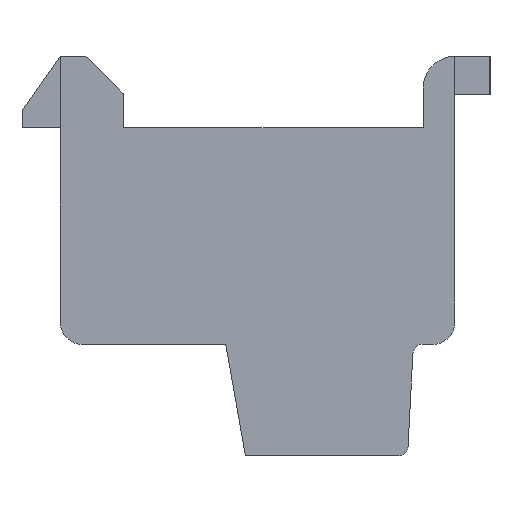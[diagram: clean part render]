
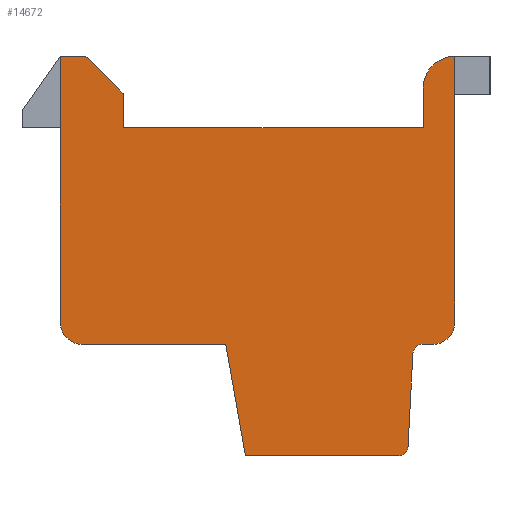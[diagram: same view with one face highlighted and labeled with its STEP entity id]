
A CAD part, left-side view. The second image highlights one B-rep face of the part: STEP entity #14672.
In plain terms, the highlighted planar face has unit normal (-1, 0, 0).
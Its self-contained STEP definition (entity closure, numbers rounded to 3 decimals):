
#1=CARTESIAN_POINT('',(0.,-5.55,-2.075));
#2=DIRECTION('',(1.,0.,0.));
#3=DIRECTION('',(0.,-1.,0.));
#4=AXIS2_PLACEMENT_3D('',#1,#2,#3);
#6=DIRECTION('',(0.,1.,0.));
#7=VECTOR('',#6,0.323);
#8=CARTESIAN_POINT('',(0.,-5.55,-2.775));
#9=LINE('',#8,#7);
#10=CARTESIAN_POINT('',(0.,-5.227,-3.075));
#11=DIRECTION('',(-1.,0.,0.));
#12=DIRECTION('',(0.,0.,1.));
#13=AXIS2_PLACEMENT_3D('',#10,#11,#12);
#15=DIRECTION('',(0.,0.052,-0.999));
#16=VECTOR('',#15,2.904);
#17=CARTESIAN_POINT('',(0.,-4.927,-3.075));
#18=LINE('',#17,#16);
#19=CARTESIAN_POINT('',(0.,-4.475,-5.975));
#20=DIRECTION('',(1.,0.,0.));
#21=DIRECTION('',(0.,-1.,0.));
#22=AXIS2_PLACEMENT_3D('',#19,#20,#21);
#24=DIRECTION('',(0.,1.,0.));
#25=VECTOR('',#24,4.808);
#26=CARTESIAN_POINT('',(0.,-4.475,-6.275));
#27=LINE('',#26,#25);
#28=DIRECTION('',(0.,0.174,0.985));
#29=VECTOR('',#28,3.554);
#30=CARTESIAN_POINT('',(0.,0.333,-6.275));
#31=LINE('',#30,#29);
#32=DIRECTION('',(0.,1.,0.));
#33=VECTOR('',#32,4.5);
#34=CARTESIAN_POINT('',(0.,0.95,-2.775));
#35=LINE('',#34,#33);
#36=CARTESIAN_POINT('',(0.,5.45,-2.075));
#37=DIRECTION('',(1.,0.,0.));
#38=DIRECTION('',(0.,0.,-1.));
#39=AXIS2_PLACEMENT_3D('',#36,#37,#38);
#41=CARTESIAN_POINT('',(0.,6.072,6.125));
#42=DIRECTION('',(1.,0.,0.));
#43=DIRECTION('',(0.,0.521,0.854));
#44=AXIS2_PLACEMENT_3D('',#41,#42,#43);
#46=DIRECTION('',(0.,-1.,0.));
#47=VECTOR('',#46,0.66);
#48=CARTESIAN_POINT('',(0.,6.072,6.275));
#49=LINE('',#48,#47);
#50=CARTESIAN_POINT('',(0.,5.412,6.125));
#51=DIRECTION('',(1.,0.,0.));
#52=DIRECTION('',(0.,0.,1.));
#53=AXIS2_PLACEMENT_3D('',#50,#51,#52);
#55=DIRECTION('',(0.,-0.707,-0.707));
#56=VECTOR('',#55,1.573);
#57=CARTESIAN_POINT('',(0.,5.306,6.231));
#58=LINE('',#57,#56);
#59=CARTESIAN_POINT('',(0.,4.3,5.013));
#60=DIRECTION('',(1.,0.,0.));
#61=DIRECTION('',(0.,-0.707,0.707));
#62=AXIS2_PLACEMENT_3D('',#59,#60,#61);
#64=DIRECTION('',(0.,0.,-1.));
#65=VECTOR('',#64,0.988);
#66=CARTESIAN_POINT('',(0.,4.15,5.013));
#67=LINE('',#66,#65);
#68=DIRECTION('',(0.,-1.,0.));
#69=VECTOR('',#68,9.4);
#70=CARTESIAN_POINT('',(0.,4.15,4.025));
#71=LINE('',#70,#69);
#72=DIRECTION('',(0.,0.,1.));
#73=VECTOR('',#72,1.25);
#74=CARTESIAN_POINT('',(0.,-5.25,4.025));
#75=LINE('',#74,#73);
#76=CARTESIAN_POINT('',(0.,-6.25,5.275));
#77=DIRECTION('',(1.,0.,0.));
#78=DIRECTION('',(0.,1.,0.));
#79=AXIS2_PLACEMENT_3D('',#76,#77,#78);
#369=DIRECTION('',(0.,0.,1.));
#370=VECTOR('',#369,8.35);
#371=CARTESIAN_POINT('',(0.,-6.25,-2.075));
#372=LINE('',#371,#370);
#6733=DIRECTION('',(0.,0.,-1.));
#6734=VECTOR('',#6733,8.328);
#6735=CARTESIAN_POINT('',(0.,6.15,6.253));
#6736=LINE('',#6735,#6734);
#11145=CARTESIAN_POINT('',(0.,6.072,6.275));
#11146=CARTESIAN_POINT('',(0.,5.412,6.275));
#11147=VERTEX_POINT('',#11145);
#11148=VERTEX_POINT('',#11146);
#11149=CARTESIAN_POINT('',(0.,5.306,6.231));
#11150=VERTEX_POINT('',#11149);
#11151=CARTESIAN_POINT('',(0.,4.194,5.119));
#11152=VERTEX_POINT('',#11151);
#11153=CARTESIAN_POINT('',(0.,4.15,5.013));
#11154=VERTEX_POINT('',#11153);
#11155=CARTESIAN_POINT('',(0.,4.15,4.025));
#11156=VERTEX_POINT('',#11155);
#11157=CARTESIAN_POINT('',(0.,-5.25,4.025));
#11158=VERTEX_POINT('',#11157);
#11159=CARTESIAN_POINT('',(0.,-5.25,5.275));
#11160=VERTEX_POINT('',#11159);
#11161=CARTESIAN_POINT('',(0.,-6.25,-2.075));
#11162=CARTESIAN_POINT('',(0.,-5.55,-2.775));
#11163=VERTEX_POINT('',#11161);
#11164=VERTEX_POINT('',#11162);
#11165=CARTESIAN_POINT('',(0.,-5.227,-2.775));
#11166=VERTEX_POINT('',#11165);
#11167=CARTESIAN_POINT('',(0.,-4.927,-3.075));
#11168=VERTEX_POINT('',#11167);
#11169=CARTESIAN_POINT('',(0.,-4.775,-5.975));
#11170=VERTEX_POINT('',#11169);
#11171=CARTESIAN_POINT('',(0.,-4.475,-6.275));
#11172=VERTEX_POINT('',#11171);
#11173=CARTESIAN_POINT('',(0.,0.333,-6.275));
#11174=VERTEX_POINT('',#11173);
#11175=CARTESIAN_POINT('',(0.,0.95,-2.775));
#11176=VERTEX_POINT('',#11175);
#11177=CARTESIAN_POINT('',(0.,5.45,-2.775));
#11178=VERTEX_POINT('',#11177);
#11179=CARTESIAN_POINT('',(0.,6.15,-2.075));
#11180=VERTEX_POINT('',#11179);
#12165=CARTESIAN_POINT('',(0.,6.15,6.253));
#12166=VERTEX_POINT('',#12165);
#12169=CARTESIAN_POINT('',(0.,-6.25,6.275));
#12170=VERTEX_POINT('',#12169);
#14625=CARTESIAN_POINT('',(0.,0.,0.));
#14626=DIRECTION('',(1.,0.,0.));
#14627=DIRECTION('',(0.,-1.,0.));
#14628=AXIS2_PLACEMENT_3D('',#14625,#14626,#14627);
#14629=PLANE('',#14628);
#14631=ORIENTED_EDGE('',*,*,#14630,.F.);
#14633=ORIENTED_EDGE('',*,*,#14632,.T.);
#14635=ORIENTED_EDGE('',*,*,#14634,.T.);
#14637=ORIENTED_EDGE('',*,*,#14636,.T.);
#14639=ORIENTED_EDGE('',*,*,#14638,.T.);
#14641=ORIENTED_EDGE('',*,*,#14640,.T.);
#14643=ORIENTED_EDGE('',*,*,#14642,.T.);
#14645=ORIENTED_EDGE('',*,*,#14644,.T.);
#14647=ORIENTED_EDGE('',*,*,#14646,.T.);
#14649=ORIENTED_EDGE('',*,*,#14648,.T.);
#14651=ORIENTED_EDGE('',*,*,#14650,.F.);
#14653=ORIENTED_EDGE('',*,*,#14652,.T.);
#14655=ORIENTED_EDGE('',*,*,#14654,.T.);
#14657=ORIENTED_EDGE('',*,*,#14656,.T.);
#14659=ORIENTED_EDGE('',*,*,#14658,.T.);
#14661=ORIENTED_EDGE('',*,*,#14660,.T.);
#14663=ORIENTED_EDGE('',*,*,#14662,.T.);
#14665=ORIENTED_EDGE('',*,*,#14664,.T.);
#14667=ORIENTED_EDGE('',*,*,#14666,.T.);
#14669=ORIENTED_EDGE('',*,*,#14668,.T.);
#14670=EDGE_LOOP('',(#14631,#14633,#14635,#14637,#14639,#14641,#14643,#14645,
#14647,#14649,#14651,#14653,#14655,#14657,#14659,#14661,#14663,#14665,#14667,
#14669));
#14671=FACE_OUTER_BOUND('',#14670,.F.);
#14672=ADVANCED_FACE('',(#14671),#14629,.F.);
#5=CIRCLE('',#4,0.7);
#14=CIRCLE('',#13,0.3);
#23=CIRCLE('',#22,0.3);
#40=CIRCLE('',#39,0.7);
#45=CIRCLE('',#44,0.15);
#54=CIRCLE('',#53,0.15);
#63=CIRCLE('',#62,0.15);
#80=CIRCLE('',#79,1.);
#14630=EDGE_CURVE('',#11163,#12170,#372,.T.);
#14632=EDGE_CURVE('',#11163,#11164,#5,.T.);
#14634=EDGE_CURVE('',#11164,#11166,#9,.T.);
#14636=EDGE_CURVE('',#11166,#11168,#14,.T.);
#14638=EDGE_CURVE('',#11168,#11170,#18,.T.);
#14640=EDGE_CURVE('',#11170,#11172,#23,.T.);
#14642=EDGE_CURVE('',#11172,#11174,#27,.T.);
#14644=EDGE_CURVE('',#11174,#11176,#31,.T.);
#14646=EDGE_CURVE('',#11176,#11178,#35,.T.);
#14648=EDGE_CURVE('',#11178,#11180,#40,.T.);
#14650=EDGE_CURVE('',#12166,#11180,#6736,.T.);
#14652=EDGE_CURVE('',#12166,#11147,#45,.T.);
#14654=EDGE_CURVE('',#11147,#11148,#49,.T.);
#14656=EDGE_CURVE('',#11148,#11150,#54,.T.);
#14658=EDGE_CURVE('',#11150,#11152,#58,.T.);
#14660=EDGE_CURVE('',#11152,#11154,#63,.T.);
#14662=EDGE_CURVE('',#11154,#11156,#67,.T.);
#14664=EDGE_CURVE('',#11156,#11158,#71,.T.);
#14666=EDGE_CURVE('',#11158,#11160,#75,.T.);
#14668=EDGE_CURVE('',#11160,#12170,#80,.T.);
